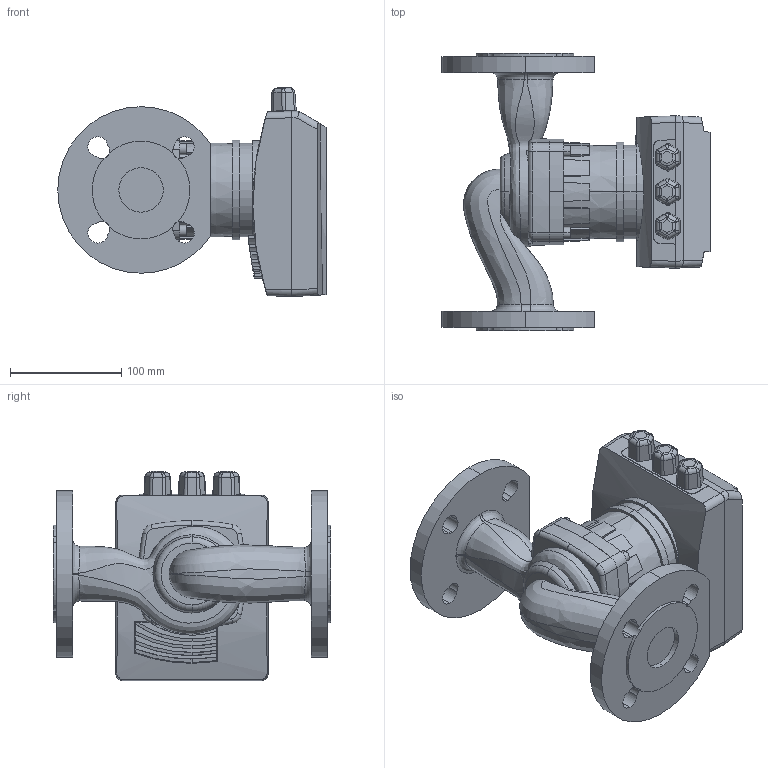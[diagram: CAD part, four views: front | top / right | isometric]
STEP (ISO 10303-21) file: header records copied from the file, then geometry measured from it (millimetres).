
FILE_DESCRIPTION (( 'STEP AP203' ), '1' );
FILE_NAME ('A401-1KW.STEP', '2010-11-05T09:10:21', ( ' ' ), ( '' ), 'SwSTEP 2.0', 'SolidWorks 2008', '' );
FILE_SCHEMA (( 'CONFIG_CONTROL_DESIGN' ));
Length unit declared in the file: millimetre
Products named in the file (3): A401-1KW; Motor kompl_Standard; Pumpengehäuse_Standard
Assembly tree (2 placements, depth 2):
  A401-1KW
    Motor kompl_Standard
    Pumpengehäuse_Standard
Bounding box: 241.7 x 250 x 188.32 mm (x, y, z)
Volume: 2981201.7 mm3; surface area: 270959.7 mm2
Topology: 4 solids, 4 shells, 511 faces, 1321 edges, 841 vertices
Faces by surface type: cylinder 206, plane 197, bspline 63, cone 18, torus 15, sphere 12
Entity records: 26099 total; most frequent: CARTESIAN_POINT 13953, ORIENTED_EDGE 2642, DIRECTION 2311, EDGE_CURVE 1321, AXIS2_PLACEMENT_3D 853, VERTEX_POINT 841, LINE 605, VECTOR 605
